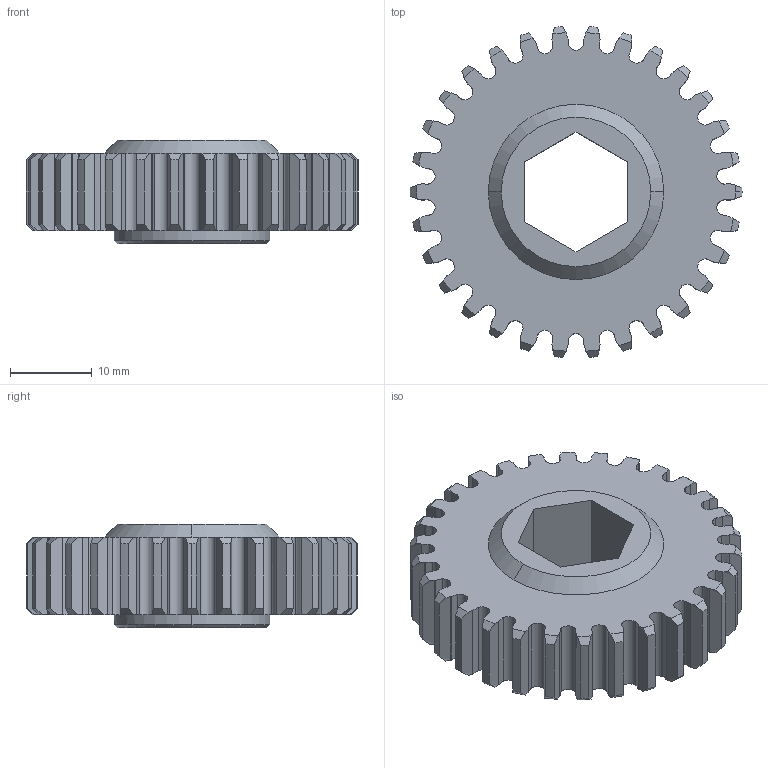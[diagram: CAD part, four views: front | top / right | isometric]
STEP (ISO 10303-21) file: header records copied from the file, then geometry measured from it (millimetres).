
FILE_DESCRIPTION (( 'STEP AP203' ), '1' );
FILE_NAME ('REV-21-1926.STEP', '2022-03-31T16:32:12', ( '' ), ( '' ), 'SwSTEP 2.0', 'SolidWorks 2022', '' );
FILE_SCHEMA (( 'CONFIG_CONTROL_DESIGN' ));
Length unit declared in the file: millimetre
Products named in the file (1): REV-21-1926
Bounding box: 40.64 x 40.51 x 12.7 mm (x, y, z)
Volume: 6357.4 mm3; surface area: 5809 mm2
Topology: 1 solids, 1 shells, 342 faces, 1008 edges, 670 vertices
Faces by surface type: bspline 120, cylinder 77, plane 74, cone 67, torus 4
Entity records: 13742 total; most frequent: CARTESIAN_POINT 5387, ORIENTED_EDGE 2016, DIRECTION 1327, EDGE_CURVE 1008, VERTEX_POINT 670, AXIS2_PLACEMENT_3D 458, LINE 411, VECTOR 411
